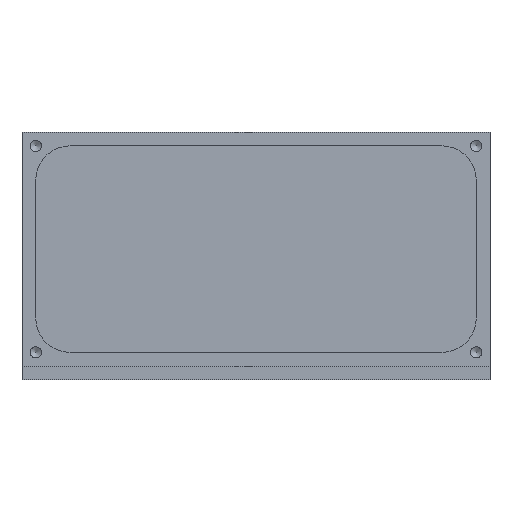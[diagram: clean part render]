
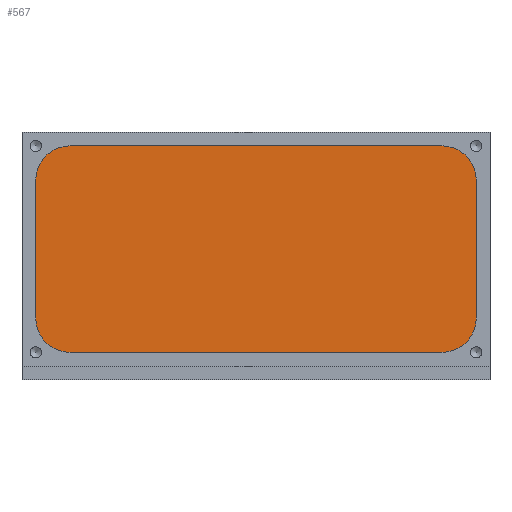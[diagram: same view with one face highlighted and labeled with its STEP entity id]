
A CAD part, left-side view. The second image highlights one B-rep face of the part: STEP entity #567.
In plain terms, the highlighted planar face has unit normal (-1, 0, 0).
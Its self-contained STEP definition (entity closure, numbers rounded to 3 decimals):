
#41=PLANE('',#636);
#70=FACE_OUTER_BOUND('',#105,.T.);
#105=EDGE_LOOP('',(#464,#465,#466,#467,#468,#469,#470,#471));
#146=LINE('',#895,#194);
#151=LINE('',#908,#199);
#155=LINE('',#920,#203);
#159=LINE('',#932,#207);
#194=VECTOR('',#730,10.);
#199=VECTOR('',#743,10.);
#203=VECTOR('',#755,10.);
#207=VECTOR('',#767,10.);
#241=CIRCLE('',#623,5.);
#243=CIRCLE('',#627,5.);
#245=CIRCLE('',#631,5.);
#247=CIRCLE('',#635,5.);
#278=VERTEX_POINT('',#892);
#279=VERTEX_POINT('',#894);
#281=VERTEX_POINT('',#900);
#283=VERTEX_POINT('',#906);
#285=VERTEX_POINT('',#912);
#287=VERTEX_POINT('',#918);
#289=VERTEX_POINT('',#924);
#291=VERTEX_POINT('',#930);
#338=EDGE_CURVE('',#278,#279,#146,.T.);
#342=EDGE_CURVE('',#281,#278,#241,.T.);
#345=EDGE_CURVE('',#283,#281,#151,.T.);
#348=EDGE_CURVE('',#285,#283,#243,.T.);
#351=EDGE_CURVE('',#287,#285,#155,.T.);
#354=EDGE_CURVE('',#289,#287,#245,.T.);
#357=EDGE_CURVE('',#291,#289,#159,.T.);
#359=EDGE_CURVE('',#279,#291,#247,.T.);
#464=ORIENTED_EDGE('',*,*,#359,.F.);
#465=ORIENTED_EDGE('',*,*,#338,.F.);
#466=ORIENTED_EDGE('',*,*,#342,.F.);
#467=ORIENTED_EDGE('',*,*,#345,.F.);
#468=ORIENTED_EDGE('',*,*,#348,.F.);
#469=ORIENTED_EDGE('',*,*,#351,.F.);
#470=ORIENTED_EDGE('',*,*,#354,.F.);
#471=ORIENTED_EDGE('',*,*,#357,.F.);
#567=ADVANCED_FACE('',(#70),#41,.T.);
#623=AXIS2_PLACEMENT_3D('',#902,#737,#738);
#627=AXIS2_PLACEMENT_3D('',#914,#749,#750);
#631=AXIS2_PLACEMENT_3D('',#926,#761,#762);
#635=AXIS2_PLACEMENT_3D('',#935,#772,#773);
#636=AXIS2_PLACEMENT_3D('',#936,#774,#775);
#730=DIRECTION('',(0.,0.,-1.));
#737=DIRECTION('center_axis',(1.,0.,0.));
#738=DIRECTION('ref_axis',(0.,-1.,0.));
#743=DIRECTION('',(0.,-1.,0.));
#749=DIRECTION('center_axis',(1.,0.,0.));
#750=DIRECTION('ref_axis',(0.,0.,1.));
#755=DIRECTION('',(0.,0.,1.));
#761=DIRECTION('center_axis',(1.,0.,0.));
#762=DIRECTION('ref_axis',(0.,1.,0.));
#767=DIRECTION('',(0.,1.,0.));
#772=DIRECTION('center_axis',(1.,0.,0.));
#773=DIRECTION('ref_axis',(0.,0.,-1.));
#774=DIRECTION('center_axis',(-1.,0.,0.));
#775=DIRECTION('ref_axis',(0.,-1.,0.));
#892=CARTESIAN_POINT('',(-2.,-32.,29.));
#894=CARTESIAN_POINT('',(-2.,-32.,9.));
#895=CARTESIAN_POINT('',(-2.,-32.,9.));
#900=CARTESIAN_POINT('',(-2.,-27.,34.));
#902=CARTESIAN_POINT('Origin',(-2.,-27.,29.));
#906=CARTESIAN_POINT('',(-2.,27.,34.));
#908=CARTESIAN_POINT('',(-2.,-27.,34.));
#912=CARTESIAN_POINT('',(-2.,32.,29.));
#914=CARTESIAN_POINT('Origin',(-2.,27.,29.));
#918=CARTESIAN_POINT('',(-2.,32.,9.));
#920=CARTESIAN_POINT('',(-2.,32.,29.));
#924=CARTESIAN_POINT('',(-2.,27.,4.));
#926=CARTESIAN_POINT('Origin',(-2.,27.,9.));
#930=CARTESIAN_POINT('',(-2.,-27.,4.));
#932=CARTESIAN_POINT('',(-2.,27.,4.));
#935=CARTESIAN_POINT('Origin',(-2.,-27.,9.));
#936=CARTESIAN_POINT('Origin',(-2.,0.,19.));
